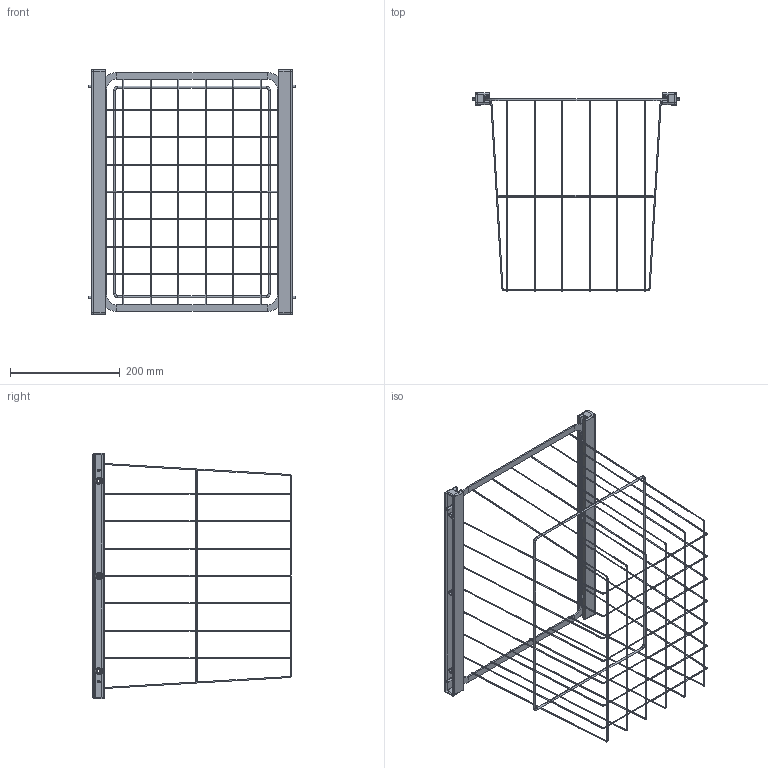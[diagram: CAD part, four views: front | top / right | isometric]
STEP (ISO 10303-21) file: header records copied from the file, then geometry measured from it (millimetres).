
FILE_DESCRIPTION (( 'STEP AP203' ), '1' );
FILE_NAME ('LM295+LM214.STEP', '2023-03-07T07:23:58', ( '' ), ( '' ), 'SwSTEP 2.0', 'SolidWorks 2021', '' );
FILE_SCHEMA (( 'CONFIG_CONTROL_DESIGN' ));
Length unit declared in the file: millimetre
Products named in the file (3): LM295+LM214; 11292_Default<As Machined>; 10135_Default<As Machined>
Assembly tree (3 placements, depth 2):
  LM295+LM214
    10135_Default<As Machined>
    11292_Default<As Machined>  x2
Bounding box: 379 x 361.8 x 447 mm (x, y, z)
Volume: 275368.8 mm3; surface area: 318486.9 mm2
Topology: 19 solids, 19 shells, 576 faces, 1390 edges, 824 vertices
Faces by surface type: cylinder 238, plane 154, torus 72, bspline 56, cone 32, sphere 24
Entity records: 11641 total; most frequent: CARTESIAN_POINT 2508, DIRECTION 1998, ORIENTED_EDGE 1800, EDGE_CURVE 900, AXIS2_PLACEMENT_3D 826, VERTEX_POINT 540, CIRCLE 458, EDGE_LOOP 398
